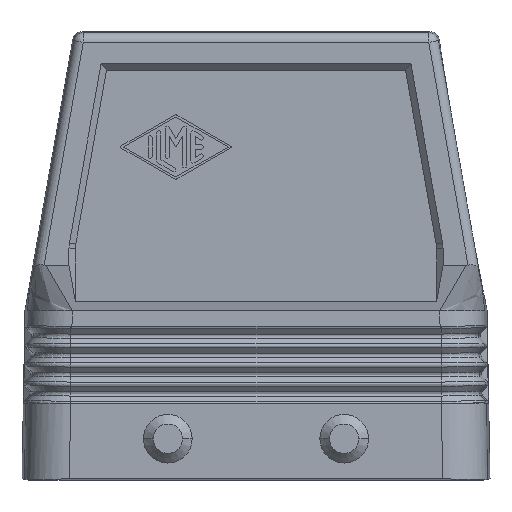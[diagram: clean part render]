
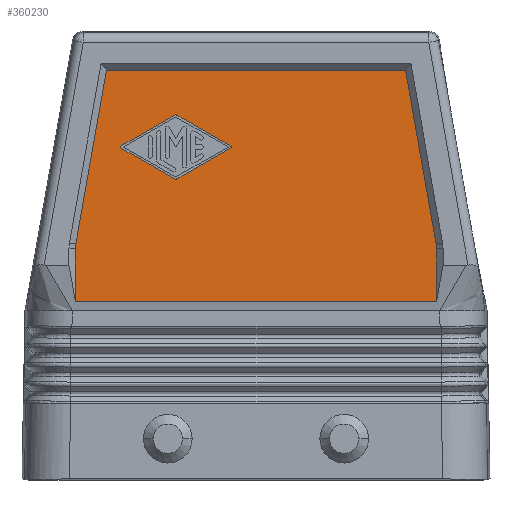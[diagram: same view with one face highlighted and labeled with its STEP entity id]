
A CAD part, left-side view. The second image highlights one B-rep face of the part: STEP entity #360230.
In plain terms, the highlighted planar face has unit normal (-1, 0, 0).
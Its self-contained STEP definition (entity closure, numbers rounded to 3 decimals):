
#182850=CARTESIAN_POINT('',(74.12,-0.695,
36.859));
#182860=VERTEX_POINT('',#182850);
#183040=CARTESIAN_POINT('',(74.12,-0.759,
36.123));
#183050=VERTEX_POINT('',#183040);
#183080=CARTESIAN_POINT('',(74.12,7.729,
35.752));
#183090=DIRECTION('',(1.,0.,0.));
#183100=DIRECTION('',(0.,0.996,-0.087));
#183110=AXIS2_PLACEMENT_3D('',#183080,#183090,#183100);
#183120=ELLIPSE('',#183110,8.504,6.002);
#183130=EDGE_CURVE('',#182860,#183050,#183120,.T.);
#197510=CARTESIAN_POINT('',(74.12,55.579,
36.129));
#197520=VERTEX_POINT('',#197510);
#197700=CARTESIAN_POINT('',(74.12,55.515,
36.865));
#197710=VERTEX_POINT('',#197700);
#197740=CARTESIAN_POINT('',(74.12,47.091,
35.758));
#197750=DIRECTION('',(1.,0.,0.));
#197760=DIRECTION('',(0.,0.996,0.087));
#197770=AXIS2_PLACEMENT_3D('',#197740,#197750,#197760);
#197780=ELLIPSE('',#197770,8.504,6.002);
#197790=EDGE_CURVE('',#197520,#197710,#197780,.T.);
#206610=CARTESIAN_POINT('',(74.12,-0.759,
27.871));
#206620=VERTEX_POINT('',#206610);
#206650=CARTESIAN_POINT('',(74.12,-0.759,
34.229));
#206660=DIRECTION('',(0.,0.,1.));
#206670=VECTOR('',#206660,1.);
#206680=LINE('',#206650,#206670);
#206690=EDGE_CURVE('',#206620,#183050,#206680,.T.);
#266160=CARTESIAN_POINT('',(74.12,-1.158,
34.229));
#266170=DIRECTION('',(0.,0.174,0.985));
#266180=VECTOR('',#266170,1.);
#266190=LINE('',#266160,#266180);
#266200=CARTESIAN_POINT('',(74.12,4.087,
64.));
#266210=VERTEX_POINT('',#266200);
#266220=EDGE_CURVE('',#182860,#266210,#266190,.T.);
#357930=CARTESIAN_POINT('',(74.12,25.163,
64.));
#357940=DIRECTION('',(0.,1.,0.));
#357950=VECTOR('',#357940,1.);
#357960=LINE('',#357930,#357950);
#357970=CARTESIAN_POINT('',(74.12,50.734,
64.));
#357980=VERTEX_POINT('',#357970);
#357990=EDGE_CURVE('',#266210,#357980,#357960,.T.);
#358290=CARTESIAN_POINT('',(74.12,55.979,
34.229));
#358300=DIRECTION('',(0.,-0.174,0.985));
#358310=VECTOR('',#358300,1.);
#358320=LINE('',#358290,#358310);
#358330=EDGE_CURVE('',#197710,#357980,#358320,.T.);
#359000=CARTESIAN_POINT('',(74.12,55.579,
34.229));
#359010=DIRECTION('',(0.,0.,1.));
#359020=VECTOR('',#359010,1.);
#359030=LINE('',#359000,#359020);
#359040=CARTESIAN_POINT('',(74.12,55.579,
27.871));
#359050=VERTEX_POINT('',#359040);
#359060=EDGE_CURVE('',#359050,#197520,#359030,.T.);
#359330=CARTESIAN_POINT('',(74.12,54.827,
50.993));
#359340=DIRECTION('',(1.,0.,0.));
#359350=DIRECTION('',(0.,1.,0.));
#359360=AXIS2_PLACEMENT_3D('',#359330,#359340,#359350);
#359370=PLANE('',#359360);
#359380=ORIENTED_EDGE('',*,*,#359060,.F.);
#359390=ORIENTED_EDGE('',*,*,#197790,.F.);
#359400=ORIENTED_EDGE('',*,*,#358330,.F.);
#359410=ORIENTED_EDGE('',*,*,#357990,.T.);
#359420=ORIENTED_EDGE('',*,*,#266220,.T.);
#359430=ORIENTED_EDGE('',*,*,#183130,.F.);
#359440=ORIENTED_EDGE('',*,*,#206690,.T.);
#359450=CARTESIAN_POINT('',(74.12,25.163,
27.871));
#359460=DIRECTION('',(0.,1.,0.));
#359470=VECTOR('',#359460,1.);
#359480=LINE('',#359450,#359470);
#359490=EDGE_CURVE('',#206620,#359050,#359480,.T.);
#359500=ORIENTED_EDGE('',*,*,#359490,.F.);
#359510=EDGE_LOOP('',(#359500,#359440,#359430,#359420,#359410,#359400,
#359390,#359380));
#359520=FACE_OUTER_BOUND('',#359510,.T.);
#359530=CARTESIAN_POINT('',(74.12,25.163,
55.377));
#359540=DIRECTION('',(0.,-0.868,0.496));
#359550=VECTOR('',#359540,1.);
#359560=LINE('',#359530,#359550);
#359570=CARTESIAN_POINT('',(74.12,39.74,
47.044));
#359580=VERTEX_POINT('',#359570);
#359590=CARTESIAN_POINT('',(74.12,31.324,
51.855));
#359600=VERTEX_POINT('',#359590);
#359610=EDGE_CURVE('',#359580,#359600,#359560,.T.);
#359620=ORIENTED_EDGE('',*,*,#359610,.F.);
#359630=CARTESIAN_POINT('',(74.12,31.407,52.));
#359640=DIRECTION('',(-1.,0.,0.));
#359650=DIRECTION('',(0.,-1.,0.));
#359660=AXIS2_PLACEMENT_3D('',#359630,#359640,#359650);
#359670=CIRCLE('',#359660,0.167);
#359680=CARTESIAN_POINT('',(74.12,31.324,
52.145));
#359690=VERTEX_POINT('',#359680);
#359700=EDGE_CURVE('',#359600,#359690,#359670,.T.);
#359710=ORIENTED_EDGE('',*,*,#359700,.F.);
#359720=CARTESIAN_POINT('',(74.12,25.163,
48.623));
#359730=DIRECTION('',(0.,0.868,0.496));
#359740=VECTOR('',#359730,1.);
#359750=LINE('',#359720,#359740);
#359760=CARTESIAN_POINT('',(74.12,39.74,
56.956));
#359770=VERTEX_POINT('',#359760);
#359780=EDGE_CURVE('',#359690,#359770,#359750,.T.);
#359790=ORIENTED_EDGE('',*,*,#359780,.F.);
#359800=CARTESIAN_POINT('',(74.12,39.906,56.666));
#359810=DIRECTION('',(-1.,0.,0.));
#359820=DIRECTION('',(0.,-1.,0.));
#359830=AXIS2_PLACEMENT_3D('',#359800,#359810,#359820);
#359840=CIRCLE('',#359830,0.333);
#359850=CARTESIAN_POINT('',(74.12,40.071,
56.956));
#359860=VERTEX_POINT('',#359850);
#359870=EDGE_CURVE('',#359770,#359860,#359840,.T.);
#359880=ORIENTED_EDGE('',*,*,#359870,.F.);
#359890=CARTESIAN_POINT('',(74.12,25.163,
65.477));
#359900=DIRECTION('',(0.,0.868,-0.496));
#359910=VECTOR('',#359900,1.);
#359920=LINE('',#359890,#359910);
#359930=CARTESIAN_POINT('',(74.12,48.487,
52.145));
#359940=VERTEX_POINT('',#359930);
#359950=EDGE_CURVE('',#359860,#359940,#359920,.T.);
#359960=ORIENTED_EDGE('',*,*,#359950,.F.);
#359970=CARTESIAN_POINT('',(74.12,48.405,52.));
#359980=DIRECTION('',(-1.,0.,0.));
#359990=DIRECTION('',(0.,-1.,0.));
#360000=AXIS2_PLACEMENT_3D('',#359970,#359980,#359990);
#360010=CIRCLE('',#360000,0.167);
#360020=CARTESIAN_POINT('',(74.12,48.487,
51.855));
#360030=VERTEX_POINT('',#360020);
#360040=EDGE_CURVE('',#359940,#360030,#360010,.T.);
#360050=ORIENTED_EDGE('',*,*,#360040,.F.);
#360060=CARTESIAN_POINT('',(74.12,25.163,
38.523));
#360070=DIRECTION('',(0.,-0.868,-0.496));
#360080=VECTOR('',#360070,1.);
#360090=LINE('',#360060,#360080);
#360100=CARTESIAN_POINT('',(74.12,40.071,
47.044));
#360110=VERTEX_POINT('',#360100);
#360120=EDGE_CURVE('',#360030,#360110,#360090,.T.);
#360130=ORIENTED_EDGE('',*,*,#360120,.F.);
#360140=CARTESIAN_POINT('',(74.12,39.906,47.334));
#360150=DIRECTION('',(-1.,0.,0.));
#360160=DIRECTION('',(0.,-1.,0.));
#360170=AXIS2_PLACEMENT_3D('',#360140,#360150,#360160);
#360180=CIRCLE('',#360170,0.333);
#360190=EDGE_CURVE('',#360110,#359580,#360180,.T.);
#360200=ORIENTED_EDGE('',*,*,#360190,.F.);
#360210=EDGE_LOOP('',(#360200,#360130,#360050,#359960,#359880,#359790,
#359710,#359620));
#360220=FACE_BOUND('',#360210,.T.);
#360230=ADVANCED_FACE('',(#359520,#360220),#359370,.F.);
